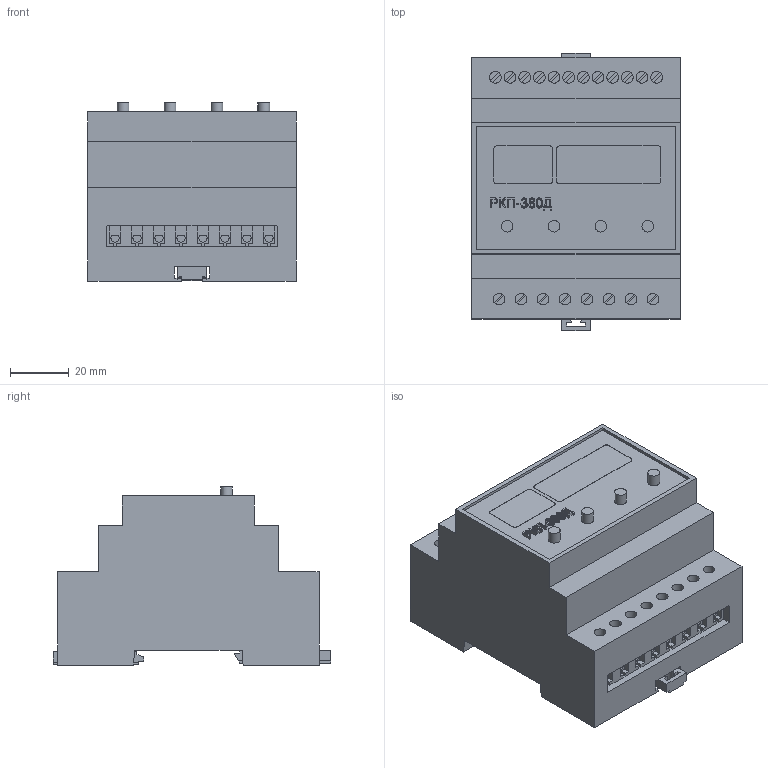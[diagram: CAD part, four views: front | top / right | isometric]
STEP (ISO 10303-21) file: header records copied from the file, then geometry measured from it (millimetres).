
FILE_DESCRIPTION(('STEP AP214'), '1');
FILE_NAME('ﾐﾊﾏ-380ﾄ', '', ('UNSPECIFIED'), ('UNSPECIFIED'), 'ASCON STEP Converter 1.3', 'ASCON Math Kernel', '');
FILE_SCHEMA(('AUTOMOTIVE_DESIGN { 1 0 10303 214 3 1 1}'));
Length unit declared in the file: millimetre
Products named in the file (1): 玹襖.991002.025
Bounding box: 71 x 94.7 x 60.79 mm (x, y, z)
Volume: 60816.8 mm3; surface area: 66504 mm2
Topology: 2 solids, 3 shells, 933 faces, 2589 edges, 1724 vertices
Faces by surface type: plane 558, cylinder 375
Full cylindrical faces by diameter (mm): 4 x24
Entity records: 37405 total; most frequent: DIRECTION 5263, CARTESIAN_POINT 5223, ORIENTED_EDGE 5130, EDGE_CURVE 2565, AXIS2_PLACEMENT_3D 1764, LINE 1735, VECTOR 1735, VERTEX_POINT 1724
